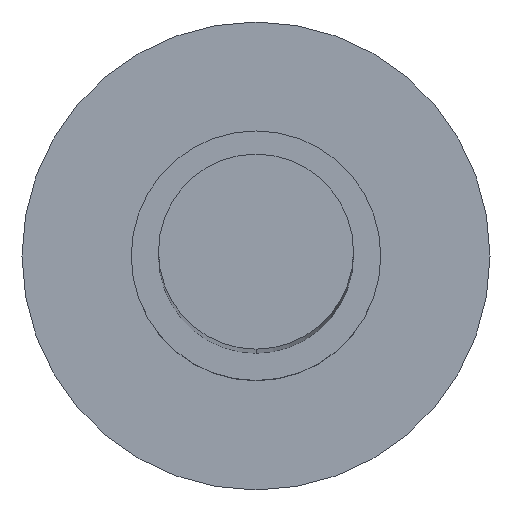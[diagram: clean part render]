
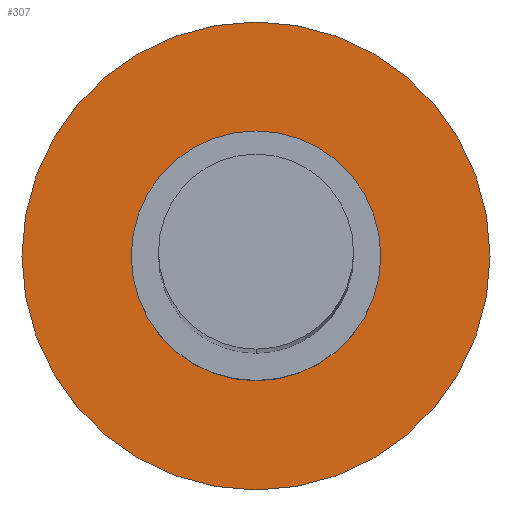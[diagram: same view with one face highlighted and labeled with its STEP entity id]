
A CAD part, top view. The second image highlights one B-rep face of the part: STEP entity #307.
In plain terms, the highlighted planar face has unit normal (0, 0, 1).
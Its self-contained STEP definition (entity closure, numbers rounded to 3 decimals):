
#2=CARTESIAN_POINT('',(0.,0.,0.));
#3=DIRECTION('',(0.,0.,1.));
#4=DIRECTION('',(0.,-1.,0.));
#5=AXIS2_PLACEMENT_3D('',#2,#3,#4);
#81=CARTESIAN_POINT('',(0.,0.,0.));
#82=DIRECTION('',(0.,0.,-1.));
#83=DIRECTION('',(0.,-1.,0.));
#84=AXIS2_PLACEMENT_3D('',#81,#82,#83);
#90=CARTESIAN_POINT('',(0.,0.,0.));
#91=DIRECTION('',(0.,0.,1.));
#92=DIRECTION('',(0.,-1.,0.));
#93=AXIS2_PLACEMENT_3D('',#90,#91,#92);
#95=CARTESIAN_POINT('',(0.,0.,0.));
#96=DIRECTION('',(0.,0.,-1.));
#97=DIRECTION('',(0.,-1.,0.));
#98=AXIS2_PLACEMENT_3D('',#95,#96,#97);
#151=CARTESIAN_POINT('',(0.,-0.8,0.));
#153=VERTEX_POINT('',#151);
#159=CARTESIAN_POINT('',(0.,0.8,0.));
#161=VERTEX_POINT('',#159);
#162=CARTESIAN_POINT('',(0.,-1.5,0.));
#163=CARTESIAN_POINT('',(0.,1.5,0.));
#164=VERTEX_POINT('',#162);
#165=VERTEX_POINT('',#163);
#292=CARTESIAN_POINT('',(0.,0.,0.));
#293=DIRECTION('',(0.,0.,1.));
#294=DIRECTION('',(0.,1.,0.));
#295=AXIS2_PLACEMENT_3D('',#292,#293,#294);
#296=PLANE('',#295);
#297=ORIENTED_EDGE('',*,*,#282,.T.);
#298=ORIENTED_EDGE('',*,*,#193,.F.);
#299=EDGE_LOOP('',(#297,#298));
#300=FACE_OUTER_BOUND('',#299,.F.);
#302=ORIENTED_EDGE('',*,*,#301,.T.);
#304=ORIENTED_EDGE('',*,*,#303,.F.);
#305=EDGE_LOOP('',(#302,#304));
#306=FACE_BOUND('',#305,.F.);
#307=ADVANCED_FACE('',(#300,#306),#296,.T.);
#6=CIRCLE('',#5,1.5);
#85=CIRCLE('',#84,1.5);
#94=CIRCLE('',#93,0.8);
#99=CIRCLE('',#98,0.8);
#193=EDGE_CURVE('',#164,#165,#6,.T.);
#282=EDGE_CURVE('',#164,#165,#85,.T.);
#301=EDGE_CURVE('',#153,#161,#94,.T.);
#303=EDGE_CURVE('',#153,#161,#99,.T.);
